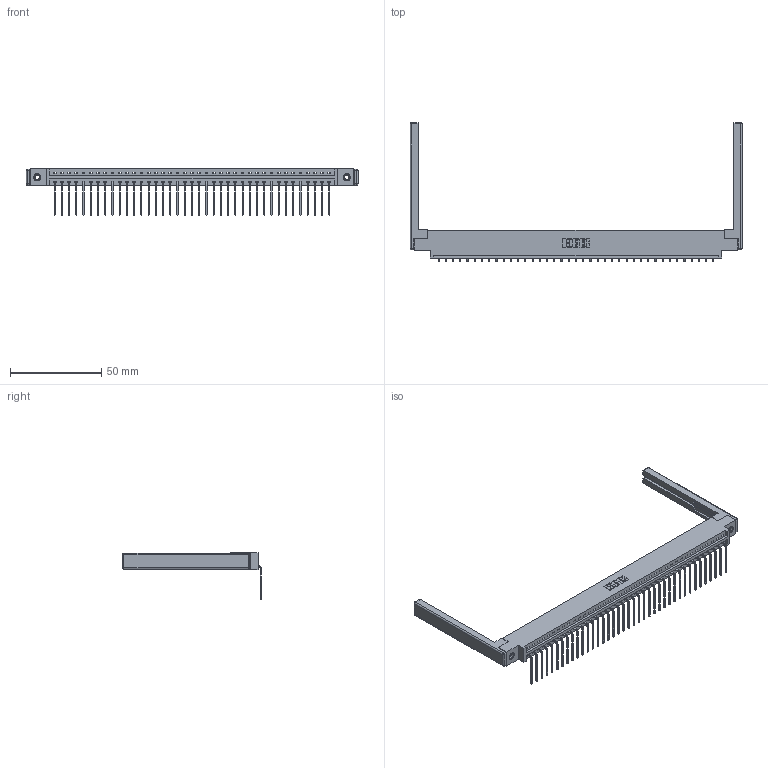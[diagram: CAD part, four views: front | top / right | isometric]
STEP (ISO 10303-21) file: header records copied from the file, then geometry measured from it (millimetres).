
FILE_DESCRIPTION (( 'STEP AP203' ), '1' );
FILE_NAME ('337-039-559-668.STEP', '2019-10-01T19:05:24', ( '' ), ( '' ), 'SwSTEP 2.0', 'SolidWorks 2016', '' );
FILE_SCHEMA (( 'CONFIG_CONTROL_DESIGN' ));
Length unit declared in the file: inch
Products named in the file (5): 307-220-068; 337 Part_0.170 Offset - 0.156 Dia-TI; 345-250-001_345-250-001-102; 337-039-559-668; 345-292-001_558 559 Tail - 1
Assembly tree (44 placements, depth 2):
  337-039-559-668
    337 Part_0.170 Offset - 0.156 Dia-TI
    345-292-001_558 559 Tail - 1  x39
    345-250-001_345-250-001-102  x2
    307-220-068  x2
Bounding box: 181.97 x 76.14 x 25.53 mm (x, y, z)
Volume: 23278.4 mm3; surface area: 24487.8 mm2
Topology: 44 solids, 44 shells, 2768 faces, 8279 edges, 5446 vertices
Faces by surface type: plane 2034, cylinder 710, cone 12, sphere 8, torus 4
Entity records: 32354 total; most frequent: CARTESIAN_POINT 5592, ORIENTED_EDGE 5556, DIRECTION 4786, EDGE_CURVE 2778, LINE 2600, VECTOR 2600, VERTEX_POINT 1842, AXIS2_PLACEMENT_3D 1093
